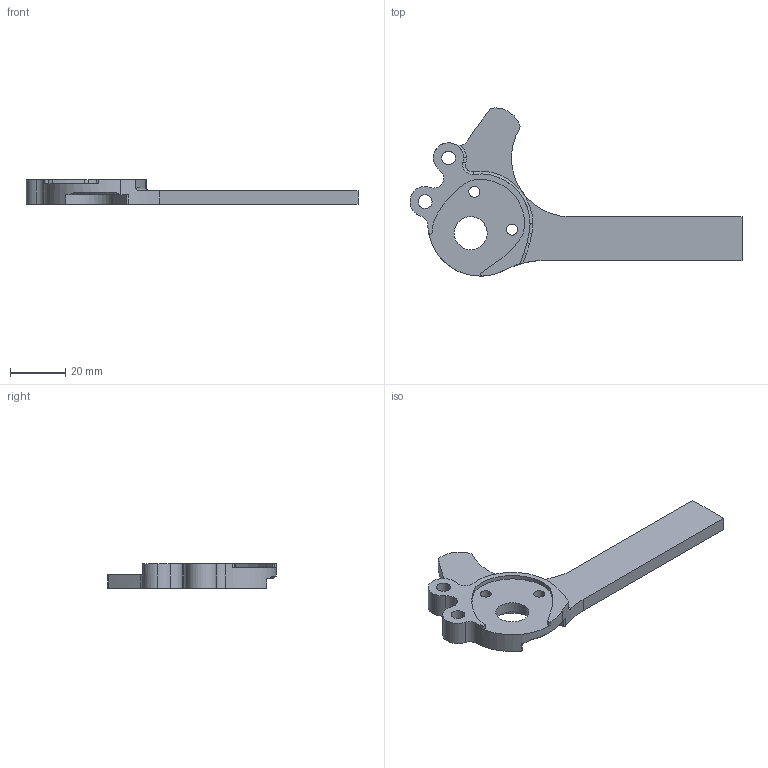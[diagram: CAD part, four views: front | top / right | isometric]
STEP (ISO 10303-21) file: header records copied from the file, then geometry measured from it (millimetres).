
FILE_DESCRIPTION (( 'STEP AP214' ), '1' );
FILE_NAME ('DR2087R_REV2.STEP', '2021-10-25T14:45:54', ( '' ), ( '' ), 'SwSTEP 2.0', 'SolidWorks 2021', '' );
FILE_SCHEMA (( 'AUTOMOTIVE_DESIGN' ));
Length unit declared in the file: millimetre
Products named in the file (1): DR2087R_REV2
Bounding box: 120.53 x 61.05 x 9 mm (x, y, z)
Volume: 16136 mm3; surface area: 8639.8 mm2
Topology: 1 solids, 1 shells, 67 faces, 186 edges, 121 vertices
Faces by surface type: cylinder 42, plane 11, torus 7, cone 7
Entity records: 2273 total; most frequent: DIRECTION 429, CARTESIAN_POINT 404, ORIENTED_EDGE 372, EDGE_CURVE 186, AXIS2_PLACEMENT_3D 180, VERTEX_POINT 121, CIRCLE 112, EDGE_LOOP 77
